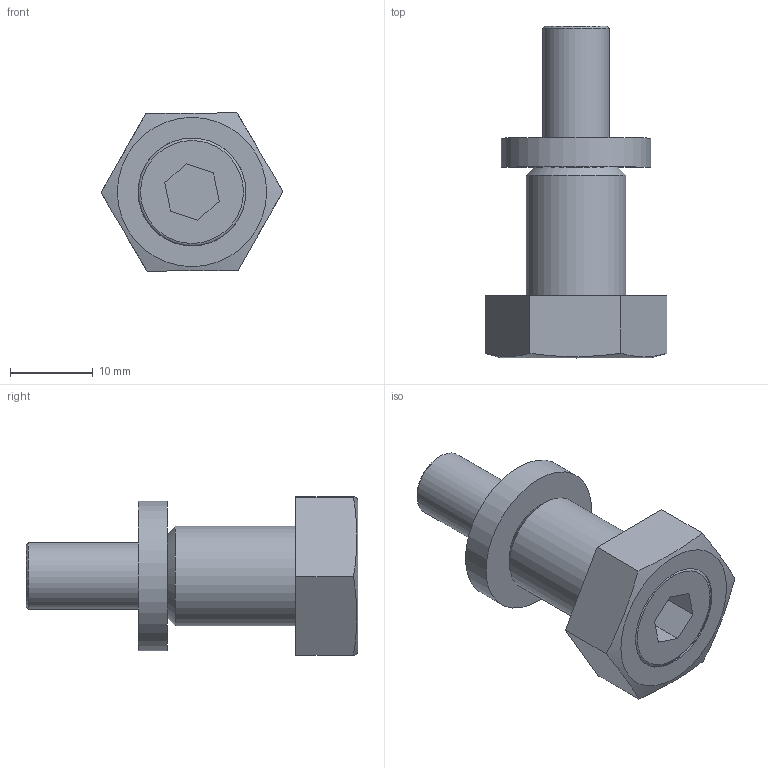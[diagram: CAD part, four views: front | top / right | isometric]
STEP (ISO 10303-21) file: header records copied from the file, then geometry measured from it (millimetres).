
FILE_DESCRIPTION(/* description */ (''),/* implementation_level */ '2;1');
FILE_NAME(/* name */ '84-020-0.step',/* time_stamp */ '2021-10-28T08:30:52-04:00',/* author */ (''),/* organization */ (''),/* preprocessor_version */ 'ST-DEVELOPER v18.1',/* originating_system */ 'Autodesk Translation Framework v10.10.0.1391',/* authorisation */ '');
FILE_SCHEMA (('AUTOMOTIVE_DESIGN { 1 0 10303 214 3 1 1 }'));
Length unit declared in the file: millimetre
Products named in the file (4): 84-020-0 - 084.529.005; 084.529.005; 8012; 084.301.000 VITI ALUSIC_084.301.013
Assembly tree (3 placements, depth 2):
  84-020-0 - 084.529.005
    084.529.005
    8012
    084.301.000 VITI ALUSIC_084.301.013
Bounding box: 21.94 x 40 x 19.08 mm (x, y, z)
Volume: 5459.8 mm3; surface area: 4351.3 mm2
Topology: 3 solids, 3 shells, 33 faces, 67 edges, 44 vertices
Faces by surface type: plane 22, cylinder 7, cone 3, torus 1
Full cylindrical faces by diameter (mm): 8 x2, 8.5 x1, 12 x1, 13 x2, 18 x1
Entity records: 983 total; most frequent: CARTESIAN_POINT 165, DIRECTION 160, ORIENTED_EDGE 134, EDGE_CURVE 67, AXIS2_PLACEMENT_3D 60, VERTEX_POINT 44, EDGE_LOOP 41, LINE 40
